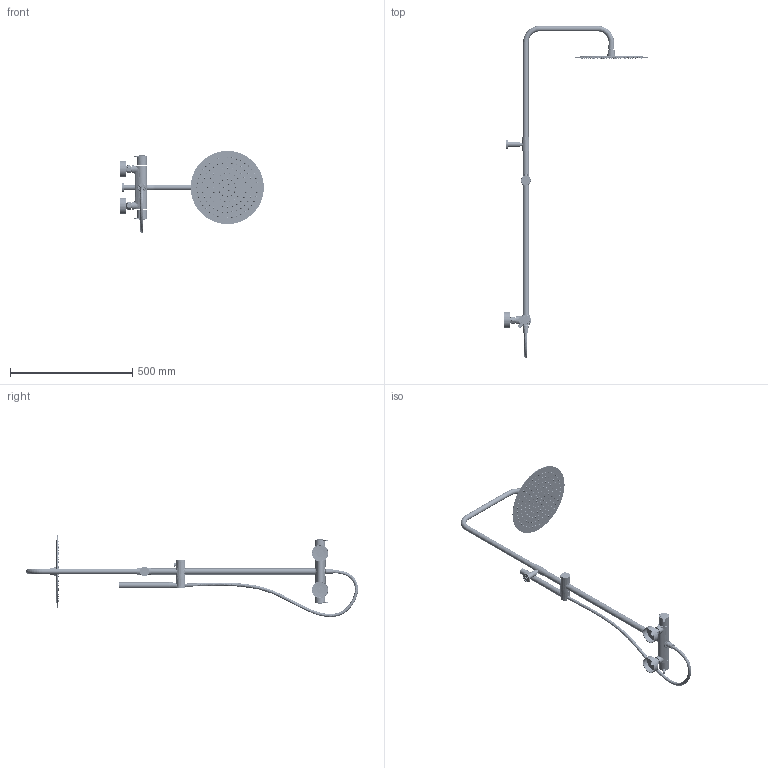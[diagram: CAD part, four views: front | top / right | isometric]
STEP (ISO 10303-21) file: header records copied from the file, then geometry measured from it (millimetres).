
FILE_DESCRIPTION (( 'STEP AP203' ), '1' );
FILE_NAME ('33DP08551.STEP', '2025-09-16T10:30:06', ( '' ), ( '' ), 'SwSTEP 2.0', 'SolidWorks 2021', '' );
FILE_SCHEMA (( 'CONFIG_CONTROL_DESIGN' ));
Products named in the file (1): 33DP08551
Bounding box: 588.9 x 1359.78 x 336.71 mm (x, y, z)
Surface area: 956157.4 mm2 (no closed solid volume)
Topology: 0 solids, 37 shells, 3701 faces, 8789 edges, 5885 vertices
Faces by surface type: plane 1203, bspline 1043, cylinder 929, cone 484, torus 36, sphere 6
Full cylindrical faces by diameter (mm): 1.2 x132, 2.3 x1, 3.1 x4, 3.3 x4, 4 x266, 4.15 x2, 4.5 x3, 4.65 x2, 5 x1, 5.8 x140, 6 x1, 6.2 x1, 7 x1, 7.5 x1, 7.8 x1, 8 x1, 8.9 x1, 9.8 x1, 10.1 x2, 10.2 x2, 10.5 x1, 11 x1, 12 x1, 12.5 x2, 12.8 x2, 13.4 x1, 13.8 x1, 14 x3, 14.1 x1, 14.5 x3
Entity records: 162494 total; most frequent: CARTESIAN_POINT 93971, DIRECTION 12240, ORIENTED_EDGE 12212, EDGE_LOOP 6855, EDGE_CURVE 6108, AXIS2_PLACEMENT_3D 5433, VERTEX_POINT 5091, FACE_OUTER_BOUND 5081
